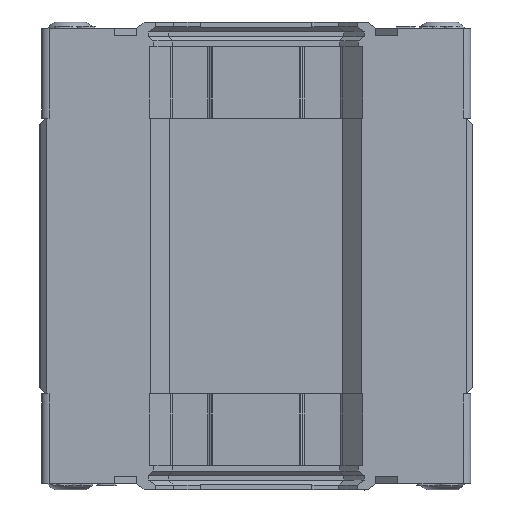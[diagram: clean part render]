
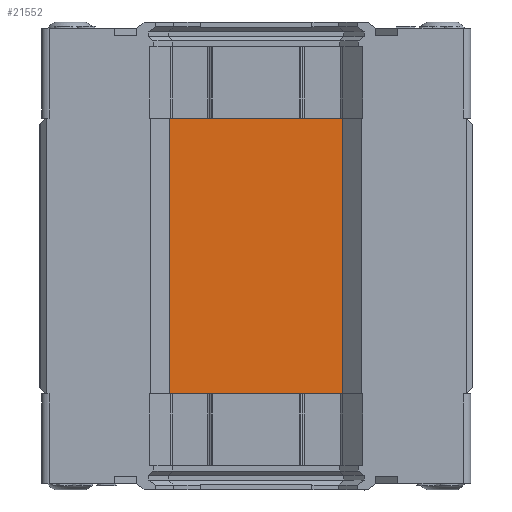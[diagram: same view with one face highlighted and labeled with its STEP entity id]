
A CAD part, front view. The second image highlights one B-rep face of the part: STEP entity #21552.
In plain terms, the highlighted planar face has unit normal (0, -1, 0).
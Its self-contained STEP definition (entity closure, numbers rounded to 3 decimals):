
#1227=LINE('',#32341,#3617);
#1237=LINE('',#32384,#3627);
#1387=LINE('',#32797,#3777);
#1399=LINE('',#32845,#3789);
#1400=LINE('',#32847,#3790);
#1401=LINE('',#32849,#3791);
#1402=LINE('',#32851,#3792);
#1403=LINE('',#32852,#3793);
#3617=VECTOR('',#26381,0.283);
#3627=VECTOR('',#26415,0.283);
#3777=VECTOR('',#26823,27.475);
#3789=VECTOR('',#26873,44.5);
#3790=VECTOR('',#26874,0.283);
#3791=VECTOR('',#26875,27.475);
#3792=VECTOR('',#26876,0.283);
#3793=VECTOR('',#26877,44.5);
#5875=FACE_OUTER_BOUND('',#7111,.T.);
#7111=EDGE_LOOP('',(#16009,#16010,#16011,#16012,#16013,#16014,#16015,#16016));
#9109=VERTEX_POINT('',#32339);
#9110=VERTEX_POINT('',#32340);
#9130=VERTEX_POINT('',#32382);
#9131=VERTEX_POINT('',#32383);
#9276=VERTEX_POINT('',#32844);
#9277=VERTEX_POINT('',#32846);
#9278=VERTEX_POINT('',#32848);
#9279=VERTEX_POINT('',#32850);
#11445=EDGE_CURVE('',#9109,#9110,#1227,.T.);
#11466=EDGE_CURVE('',#9130,#9131,#1237,.T.);
#11670=EDGE_CURVE('',#9110,#9130,#1387,.T.);
#11691=EDGE_CURVE('',#9276,#9109,#1399,.T.);
#11692=EDGE_CURVE('',#9277,#9276,#1400,.T.);
#11693=EDGE_CURVE('',#9278,#9277,#1401,.T.);
#11694=EDGE_CURVE('',#9279,#9278,#1402,.T.);
#11695=EDGE_CURVE('',#9131,#9279,#1403,.T.);
#16009=ORIENTED_EDGE('',*,*,#11691,.F.);
#16010=ORIENTED_EDGE('',*,*,#11692,.F.);
#16011=ORIENTED_EDGE('',*,*,#11693,.F.);
#16012=ORIENTED_EDGE('',*,*,#11694,.F.);
#16013=ORIENTED_EDGE('',*,*,#11695,.F.);
#16014=ORIENTED_EDGE('',*,*,#11466,.F.);
#16015=ORIENTED_EDGE('',*,*,#11670,.F.);
#16016=ORIENTED_EDGE('',*,*,#11445,.F.);
#19361=PLANE('',#23043);
#21552=ADVANCED_FACE('',(#5875),#19361,.F.);
#23043=AXIS2_PLACEMENT_3D('',#32843,#26871,#26872);
#26381=DIRECTION('',(-1.,0.,0.));
#26415=DIRECTION('',(-1.,0.,0.));
#26823=DIRECTION('',(-1.,0.,0.));
#26871=DIRECTION('center_axis',(0.,1.,0.));
#26872=DIRECTION('ref_axis',(0.,0.,1.));
#26873=DIRECTION('',(0.,0.,-1.));
#26874=DIRECTION('',(1.,0.,0.));
#26875=DIRECTION('',(1.,0.,0.));
#26876=DIRECTION('',(1.,0.,0.));
#26877=DIRECTION('',(0.,0.,1.));
#32339=CARTESIAN_POINT('',(14.02,4.9,-22.25));
#32340=CARTESIAN_POINT('',(13.737,4.9,-22.25));
#32341=CARTESIAN_POINT('',(14.02,4.9,-22.25));
#32382=CARTESIAN_POINT('',(-13.737,4.9,-22.25));
#32383=CARTESIAN_POINT('',(-14.02,4.9,-22.25));
#32384=CARTESIAN_POINT('',(14.02,4.9,-22.25));
#32797=CARTESIAN_POINT('',(14.02,4.9,-22.25));
#32843=CARTESIAN_POINT('Origin',(14.02,4.9,22.25));
#32844=CARTESIAN_POINT('',(14.02,4.9,22.25));
#32845=CARTESIAN_POINT('',(14.02,4.9,22.25));
#32846=CARTESIAN_POINT('',(13.737,4.9,22.25));
#32847=CARTESIAN_POINT('',(-14.02,4.9,22.25));
#32848=CARTESIAN_POINT('',(-13.737,4.9,22.25));
#32849=CARTESIAN_POINT('',(-14.02,4.9,22.25));
#32850=CARTESIAN_POINT('',(-14.02,4.9,22.25));
#32851=CARTESIAN_POINT('',(-14.02,4.9,22.25));
#32852=CARTESIAN_POINT('',(-14.02,4.9,-22.25));
